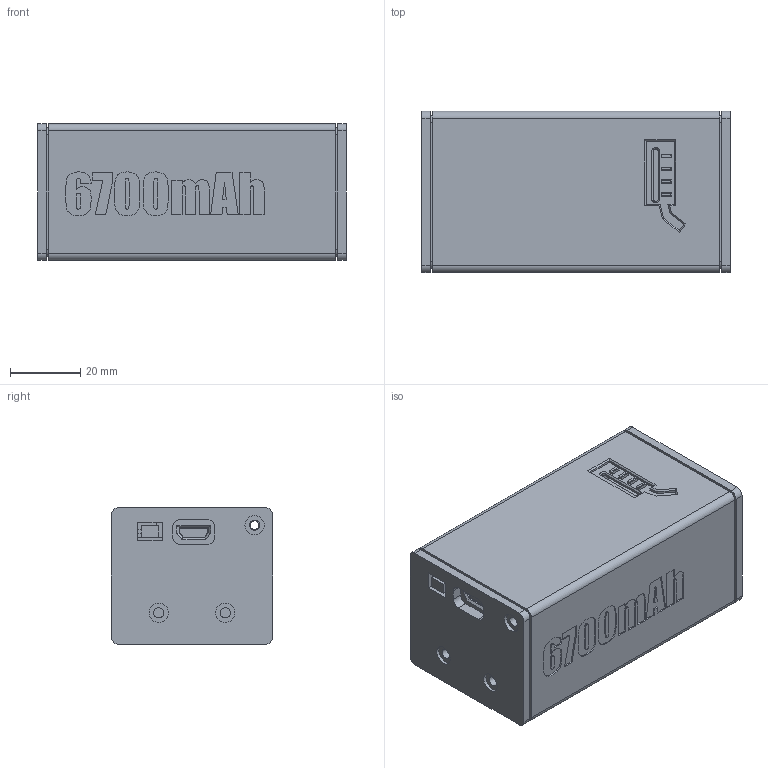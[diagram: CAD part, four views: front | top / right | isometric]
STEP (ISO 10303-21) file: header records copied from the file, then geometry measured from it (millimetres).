
FILE_DESCRIPTION(/* description */ (''),/* implementation_level */ '2;1');
FILE_NAME(/* name */ 'Juicebox.step',/* time_stamp */ '2024-06-28T15:47:56+03:00',/* author */ (''),/* organization */ (''),/* preprocessor_version */ 'ST-DEVELOPER v20',/* originating_system */ 'Autodesk Translation Framework v13.14.0.145',/* authorisation */ '');
FILE_SCHEMA (('AUTOMOTIVE_DESIGN { 1 0 10303 214 3 1 1 }'));
Length unit declared in the file: millimetre
Products named in the file (4): Juicebox; IP5328P; Battery_Holder; Enclosure
Assembly tree (3 placements, depth 2):
  Juicebox
    IP5328P
    Battery_Holder
    Enclosure
Bounding box: 88 x 46 x 39 mm (x, y, z)
Volume: 117982 mm3; surface area: 56721.7 mm2
Topology: 11 solids, 11 shells, 541 faces, 1399 edges, 912 vertices
Faces by surface type: plane 331, bspline 108, cylinder 94, cone 8
Full cylindrical faces by diameter (mm): 2 x1, 2.5 x1, 2.7 x6, 2.8 x8, 2.9 x5, 3 x8, 5.5 x6
Entity records: 16718 total; most frequent: CARTESIAN_POINT 3831, ORIENTED_EDGE 2798, DIRECTION 2263, EDGE_CURVE 1399, LINE 983, VECTOR 983, VERTEX_POINT 912, EDGE_LOOP 641
